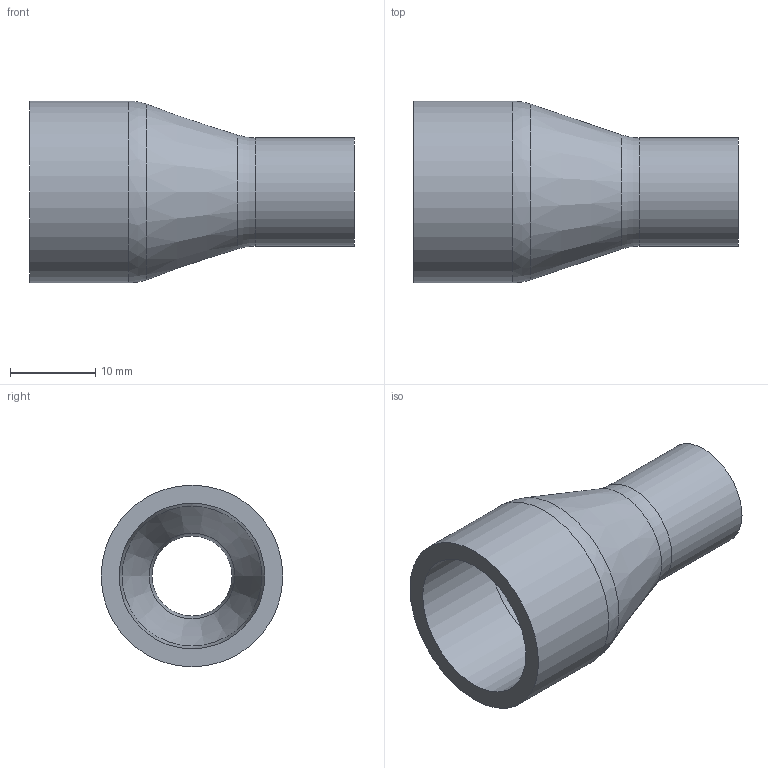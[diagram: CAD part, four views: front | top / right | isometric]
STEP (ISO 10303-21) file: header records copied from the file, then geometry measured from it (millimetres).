
FILE_DESCRIPTION(/* description */ (''),/* implementation_level */ '2;1');
FILE_NAME(/* name */ '19WX-.50.stp',/* time_stamp */ '2025-08-01T11:12:05-04:00',/* author */ ('brad'),/* organization */ (''),/* preprocessor_version */ 'ST-DEVELOPER v20',/* originating_system */ 'Autodesk Inventor 2025',/* authorisation */ '');
FILE_SCHEMA (('AUTOMOTIVE_DESIGN { 1 0 10303 214 3 1 1 }'));
Length unit declared in the file: inch
Products named in the file (1): 19WX-.50
Bounding box: 38.1 x 21.34 x 21.34 mm (x, y, z)
Volume: 3646.4 mm3; surface area: 3845.1 mm2
Topology: 1 solids, 1 shells, 12 faces, 30 edges, 20 vertices
Faces by surface type: cylinder 4, torus 2, cone 2, bspline 2, plane 2
Full cylindrical faces by diameter (mm): 9.398 x1, 12.7 x1, 17.12 x1, 21.336 x1
Entity records: 471 total; most frequent: CARTESIAN_POINT 115, DIRECTION 76, ORIENTED_EDGE 60, AXIS2_PLACEMENT_3D 35, EDGE_CURVE 30, CIRCLE 24, VERTEX_POINT 20, EDGE_LOOP 14
